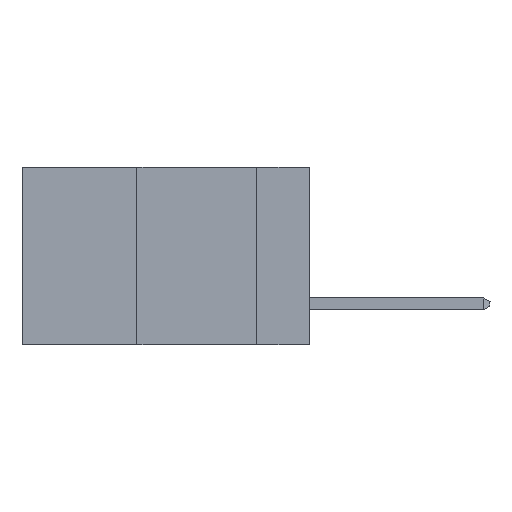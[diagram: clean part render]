
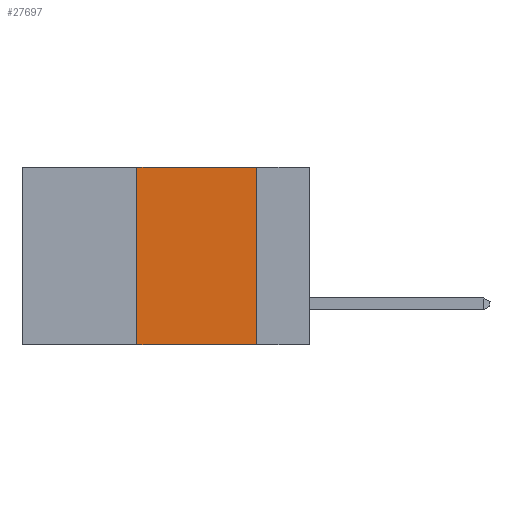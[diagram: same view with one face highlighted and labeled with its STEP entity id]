
A CAD part, left-side view. The second image highlights one B-rep face of the part: STEP entity #27697.
In plain terms, the highlighted planar face has unit normal (-1, 0, 0).
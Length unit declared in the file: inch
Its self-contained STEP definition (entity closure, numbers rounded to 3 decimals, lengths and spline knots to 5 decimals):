
#142 = VECTOR ( 'NONE', #3241, 39.37008 ) ;
#1311 = CARTESIAN_POINT ( 'NONE',  ( 0., 0.11, 0. ) ) ;
#3241 = DIRECTION ( 'NONE',  ( 0., -1., 0. ) ) ;
#4461 = VECTOR ( 'NONE', #25080, 39.37008 ) ;
#5524 = CARTESIAN_POINT ( 'NONE',  ( 0., 0.11, 0. ) ) ;
#7191 = CARTESIAN_POINT ( 'NONE',  ( 0., 0.36, 0. ) ) ;
#7366 = EDGE_CURVE ( 'NONE', #21326, #33166, #30233, .T. ) ;
#7423 = DIRECTION ( 'NONE',  ( 0., -1., 0. ) ) ;
#8287 = VERTEX_POINT ( 'NONE', #1311 ) ;
#10242 = CARTESIAN_POINT ( 'NONE',  ( 0., 0.36, -0.37 ) ) ;
#10932 = CARTESIAN_POINT ( 'NONE',  ( 0., 0.6, 0. ) ) ;
#11059 = EDGE_CURVE ( 'NONE', #14132, #8287, #16970, .T. ) ;
#11794 = FACE_OUTER_BOUND ( 'NONE', #34925, .T. ) ;
#11997 = DIRECTION ( 'NONE',  ( 1., 0., 0. ) ) ;
#12712 = ORIENTED_EDGE ( 'NONE', *, *, #27126, .F. ) ;
#13517 = VECTOR ( 'NONE', #7423, 39.37008 ) ;
#14132 = VERTEX_POINT ( 'NONE', #23936 ) ;
#16655 = AXIS2_PLACEMENT_3D ( 'NONE', #30239, #11997, #27320 ) ;
#16970 = LINE ( 'NONE', #10932, #13517 ) ;
#19647 = ORIENTED_EDGE ( 'NONE', *, *, #11059, .F. ) ;
#21324 = CARTESIAN_POINT ( 'NONE',  ( 0., 0.6, -0.37 ) ) ;
#21326 = VERTEX_POINT ( 'NONE', #10242 ) ;
#21428 = ORIENTED_EDGE ( 'NONE', *, *, #7366, .T. ) ;
#23568 = ORIENTED_EDGE ( 'NONE', *, *, #27949, .F. ) ;
#23936 = CARTESIAN_POINT ( 'NONE',  ( 0., 0.36, 0. ) ) ;
#25080 = DIRECTION ( 'NONE',  ( 0., 0., 1. ) ) ;
#27126 = EDGE_CURVE ( 'NONE', #21326, #14132, #31454, .T. ) ;
#27320 = DIRECTION ( 'NONE',  ( 0., 0., -1. ) ) ;
#27697 = ADVANCED_FACE ( 'NONE', ( #11794 ), #32370, .F. ) ;
#27949 = EDGE_CURVE ( 'NONE', #8287, #33166, #31546, .T. ) ;
#30233 = LINE ( 'NONE', #21324, #142 ) ;
#30239 = CARTESIAN_POINT ( 'NONE',  ( 0., 0.6, 0. ) ) ;
#31454 = LINE ( 'NONE', #7191, #4461 ) ;
#31546 = LINE ( 'NONE', #5524, #34097 ) ;
#32370 = PLANE ( 'NONE',  #16655 ) ;
#33166 = VERTEX_POINT ( 'NONE', #33681 ) ;
#33681 = CARTESIAN_POINT ( 'NONE',  ( 0., 0.11, -0.37 ) ) ;
#34097 = VECTOR ( 'NONE', #37367, 39.37008 ) ;
#34925 = EDGE_LOOP ( 'NONE', ( #23568, #19647, #12712, #21428 ) ) ;
#37367 = DIRECTION ( 'NONE',  ( 0., 0., -1. ) ) ;
